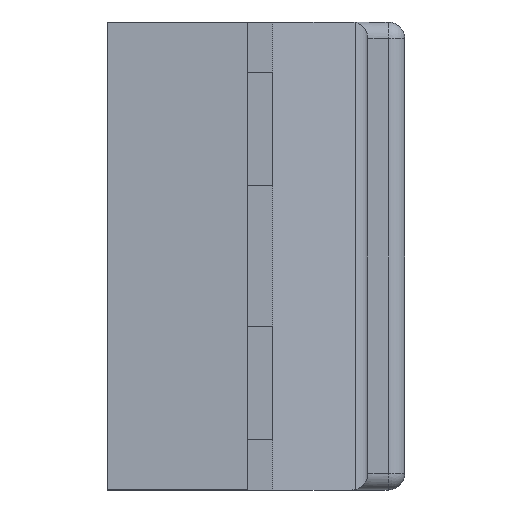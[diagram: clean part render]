
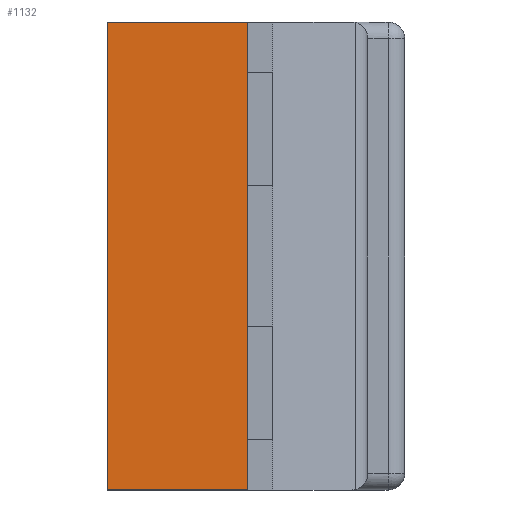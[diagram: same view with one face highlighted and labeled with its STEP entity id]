
A CAD part, left-side view. The second image highlights one B-rep face of the part: STEP entity #1132.
In plain terms, the highlighted planar face has unit normal (-1, 0, 0).
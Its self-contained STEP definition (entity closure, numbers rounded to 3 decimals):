
#96 = CARTESIAN_POINT ( 'NONE',  ( -1.6, 0.42, 1.4 ) ) ;
#155 = VECTOR ( 'NONE', #1934, 1000. ) ;
#242 = EDGE_CURVE ( 'NONE', #2038, #1832, #1233, .T. ) ;
#288 = DIRECTION ( 'NONE',  ( 0., -1., 0. ) ) ;
#305 = DIRECTION ( 'NONE',  ( 0., 0., -1. ) ) ;
#399 = VECTOR ( 'NONE', #288, 1000. ) ;
#453 = CARTESIAN_POINT ( 'NONE',  ( -1.6, 0.42, -1.4 ) ) ;
#486 = CARTESIAN_POINT ( 'NONE',  ( -1.6, -0.42, -1.4 ) ) ;
#530 = LINE ( 'NONE', #2264, #399 ) ;
#562 = DIRECTION ( 'NONE',  ( 0., 0., 1. ) ) ;
#905 = CARTESIAN_POINT ( 'NONE',  ( -1.6, 0.42, -1.4 ) ) ;
#1132 = ADVANCED_FACE ( 'NONE', ( #2496 ), #2482, .F. ) ;
#1147 = VERTEX_POINT ( 'NONE', #96 ) ;
#1160 = VECTOR ( 'NONE', #2573, 1000. ) ;
#1233 = LINE ( 'NONE', #2141, #1742 ) ;
#1273 = EDGE_CURVE ( 'NONE', #1147, #1832, #2337, .T. ) ;
#1362 = CARTESIAN_POINT ( 'NONE',  ( -1.6, -0.42, 1.4 ) ) ;
#1368 = EDGE_CURVE ( 'NONE', #1941, #1147, #2279, .T. ) ;
#1475 = ORIENTED_EDGE ( 'NONE', *, *, #1368, .F. ) ;
#1504 = AXIS2_PLACEMENT_3D ( 'NONE', #905, #2302, #305 ) ;
#1573 = CARTESIAN_POINT ( 'NONE',  ( -1.6, 0.42, -1.4 ) ) ;
#1643 = ORIENTED_EDGE ( 'NONE', *, *, #242, .T. ) ;
#1669 = EDGE_LOOP ( 'NONE', ( #1475, #2109, #1643, #2476 ) ) ;
#1742 = VECTOR ( 'NONE', #562, 1000. ) ;
#1832 = VERTEX_POINT ( 'NONE', #1989 ) ;
#1934 = DIRECTION ( 'NONE',  ( 0., -1., 0. ) ) ;
#1941 = VERTEX_POINT ( 'NONE', #453 ) ;
#1989 = CARTESIAN_POINT ( 'NONE',  ( -1.6, -0.42, 1.4 ) ) ;
#2038 = VERTEX_POINT ( 'NONE', #486 ) ;
#2062 = EDGE_CURVE ( 'NONE', #1941, #2038, #530, .T. ) ;
#2109 = ORIENTED_EDGE ( 'NONE', *, *, #2062, .T. ) ;
#2141 = CARTESIAN_POINT ( 'NONE',  ( -1.6, -0.42, -1.4 ) ) ;
#2264 = CARTESIAN_POINT ( 'NONE',  ( -1.6, -0.42, -1.4 ) ) ;
#2279 = LINE ( 'NONE', #1573, #1160 ) ;
#2302 = DIRECTION ( 'NONE',  ( 1., 0., 0. ) ) ;
#2337 = LINE ( 'NONE', #1362, #155 ) ;
#2476 = ORIENTED_EDGE ( 'NONE', *, *, #1273, .F. ) ;
#2482 = PLANE ( 'NONE',  #1504 ) ;
#2496 = FACE_OUTER_BOUND ( 'NONE', #1669, .T. ) ;
#2573 = DIRECTION ( 'NONE',  ( 0., 0., 1. ) ) ;
